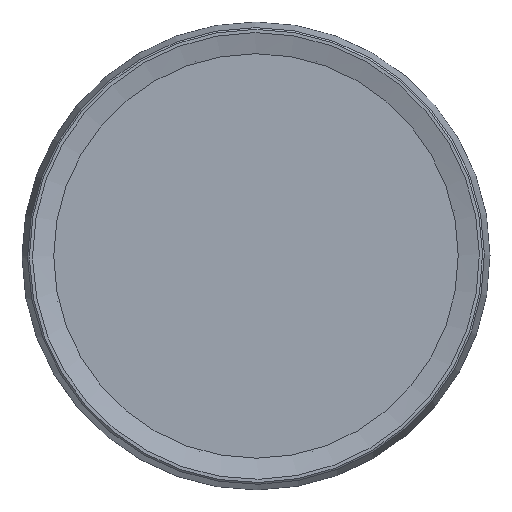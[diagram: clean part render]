
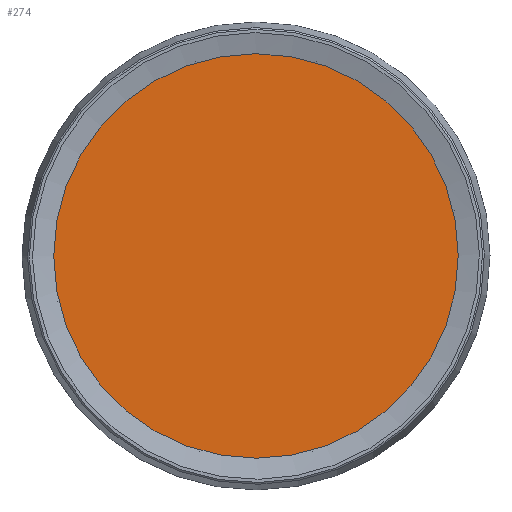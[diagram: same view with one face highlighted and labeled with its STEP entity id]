
A CAD part, top view. The second image highlights one B-rep face of the part: STEP entity #274.
In plain terms, the highlighted planar face has unit normal (0, 0, 1).
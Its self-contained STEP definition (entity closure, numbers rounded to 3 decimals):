
#243=PLANE('',#597);
#245=FACE_OUTER_BOUND('',#401,.T.);
#274=ADVANCED_FACE('',(#245),#243,.F.);
#401=EDGE_LOOP('',(#457));
#457=ORIENTED_EDGE('',*,*,#527,.T.);
#499=VERTEX_POINT('',#819);
#527=EDGE_CURVE('',#499,#499,#555,.T.);
#555=CIRCLE('',#596,89.859);
#596=AXIS2_PLACEMENT_3D('',#818,#669,#670);
#597=AXIS2_PLACEMENT_3D('',#820,#671,#672);
#669=DIRECTION('',(0.,0.,1.));
#670=DIRECTION('',(1.,0.,0.));
#671=DIRECTION('',(0.,0.,-1.));
#672=DIRECTION('',(-1.,0.,0.));
#818=CARTESIAN_POINT('',(0.,0.,-2.5));
#819=CARTESIAN_POINT('',(89.859,0.,-2.5));
#820=CARTESIAN_POINT('',(-89.859,0.,-2.5));
